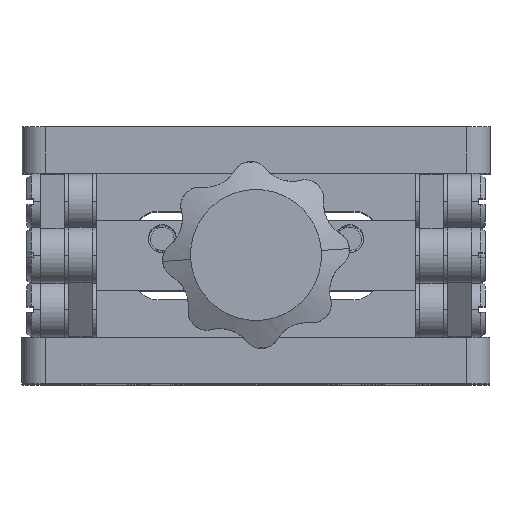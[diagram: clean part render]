
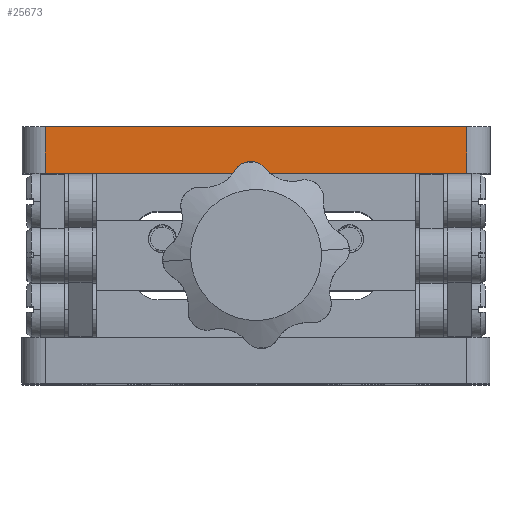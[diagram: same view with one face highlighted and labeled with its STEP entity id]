
A CAD part, top view. The second image highlights one B-rep face of the part: STEP entity #25673.
In plain terms, the highlighted planar face has unit normal (0, 0, 1).
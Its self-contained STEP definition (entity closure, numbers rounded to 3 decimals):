
#165 = DIRECTION ( 'NONE',  ( 1., 0., 0. ) ) ;
#358 = LINE ( 'NONE', #8147, #4978 ) ;
#1750 = CARTESIAN_POINT ( 'NONE',  ( 45., 35., 90. ) ) ;
#1805 = LINE ( 'NONE', #7019, #10782 ) ;
#3024 = CARTESIAN_POINT ( 'NONE',  ( -45., 45., 90. ) ) ;
#3936 = LINE ( 'NONE', #8510, #8598 ) ;
#4132 = DIRECTION ( 'NONE',  ( 0., 1., 0. ) ) ;
#4162 = DIRECTION ( 'NONE',  ( -1., 0., 0. ) ) ;
#4978 = VECTOR ( 'NONE', #165, 1000. ) ;
#5086 = ORIENTED_EDGE ( 'NONE', *, *, #8096, .F. ) ;
#5910 = VERTEX_POINT ( 'NONE', #3024 ) ;
#7019 = CARTESIAN_POINT ( 'NONE',  ( 50., 45., 90. ) ) ;
#8096 = EDGE_CURVE ( 'NONE', #5910, #19333, #1805, .T. ) ;
#8147 = CARTESIAN_POINT ( 'NONE',  ( 50., 35., 90. ) ) ;
#8457 = CARTESIAN_POINT ( 'NONE',  ( -45., 35., 90. ) ) ;
#8510 = CARTESIAN_POINT ( 'NONE',  ( -45., 45., 90. ) ) ;
#8598 = VECTOR ( 'NONE', #12477, 1000. ) ;
#9347 = ORIENTED_EDGE ( 'NONE', *, *, #14914, .T. ) ;
#10782 = VECTOR ( 'NONE', #20944, 1000. ) ;
#11655 = FACE_OUTER_BOUND ( 'NONE', #20954, .T. ) ;
#11769 = EDGE_CURVE ( 'NONE', #5910, #15552, #3936, .T. ) ;
#12343 = VECTOR ( 'NONE', #4132, 1000. ) ;
#12477 = DIRECTION ( 'NONE',  ( 0., -1., 0. ) ) ;
#13969 = PLANE ( 'NONE',  #14057 ) ;
#14057 = AXIS2_PLACEMENT_3D ( 'NONE', #23986, #15988, #4162 ) ;
#14914 = EDGE_CURVE ( 'NONE', #15552, #17088, #358, .T. ) ;
#15535 = ORIENTED_EDGE ( 'NONE', *, *, #11769, .T. ) ;
#15552 = VERTEX_POINT ( 'NONE', #8457 ) ;
#15988 = DIRECTION ( 'NONE',  ( 0., 0., -1. ) ) ;
#16305 = EDGE_CURVE ( 'NONE', #17088, #19333, #16406, .T. ) ;
#16406 = LINE ( 'NONE', #23951, #12343 ) ;
#17088 = VERTEX_POINT ( 'NONE', #1750 ) ;
#17777 = ORIENTED_EDGE ( 'NONE', *, *, #16305, .T. ) ;
#18189 = CARTESIAN_POINT ( 'NONE',  ( 45., 45., 90. ) ) ;
#19333 = VERTEX_POINT ( 'NONE', #18189 ) ;
#20944 = DIRECTION ( 'NONE',  ( 1., 0., 0. ) ) ;
#20954 = EDGE_LOOP ( 'NONE', ( #5086, #15535, #9347, #17777 ) ) ;
#23951 = CARTESIAN_POINT ( 'NONE',  ( 45., 45., 90. ) ) ;
#23986 = CARTESIAN_POINT ( 'NONE',  ( 50., 45., 90. ) ) ;
#25673 = ADVANCED_FACE ( 'NONE', ( #11655 ), #13969, .F. ) ;
